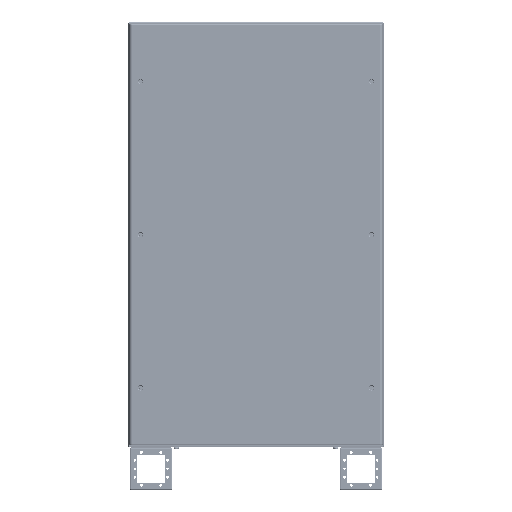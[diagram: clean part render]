
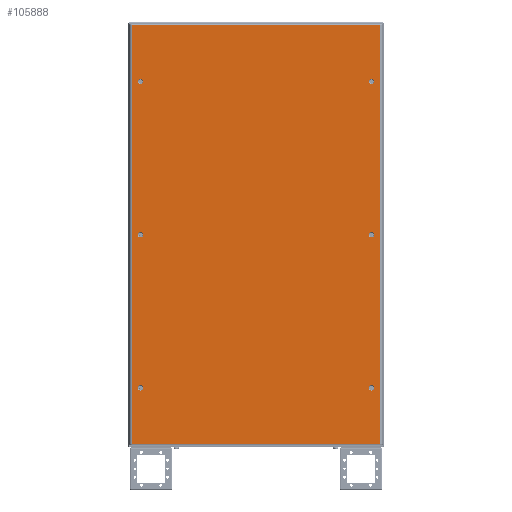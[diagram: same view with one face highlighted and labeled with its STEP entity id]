
A CAD part, left-side view. The second image highlights one B-rep face of the part: STEP entity #105888.
In plain terms, the highlighted face is planar.
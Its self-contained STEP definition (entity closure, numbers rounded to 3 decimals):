
#105188=CARTESIAN_POINT('Vertex',(1.5,-278.,-360.)) ;
#105191=CARTESIAN_POINT('Axis2P3D Location',(1.5,-271.5,-360.)) ;
#105195=CARTESIAN_POINT('Vertex',(1.5,-265.,-360.)) ;
#105215=CARTESIAN_POINT('Axis2P3D Location',(1.5,-271.5,-360.)) ;
#105236=CARTESIAN_POINT('Vertex',(1.5,265.,-360.)) ;
#105239=CARTESIAN_POINT('Axis2P3D Location',(1.5,271.5,-360.)) ;
#105243=CARTESIAN_POINT('Vertex',(1.5,278.,-360.)) ;
#105263=CARTESIAN_POINT('Axis2P3D Location',(1.5,271.5,-360.)) ;
#105284=CARTESIAN_POINT('Vertex',(1.5,265.,0.)) ;
#105287=CARTESIAN_POINT('Axis2P3D Location',(1.5,271.5,0.)) ;
#105291=CARTESIAN_POINT('Vertex',(1.5,278.,0.)) ;
#105311=CARTESIAN_POINT('Axis2P3D Location',(1.5,271.5,0.)) ;
#105332=CARTESIAN_POINT('Vertex',(1.5,-278.,0.)) ;
#105335=CARTESIAN_POINT('Axis2P3D Location',(1.5,-271.5,0.)) ;
#105339=CARTESIAN_POINT('Vertex',(1.5,-265.,0.)) ;
#105359=CARTESIAN_POINT('Axis2P3D Location',(1.5,-271.5,0.)) ;
#105380=CARTESIAN_POINT('Vertex',(1.5,-278.,360.)) ;
#105383=CARTESIAN_POINT('Axis2P3D Location',(1.5,-271.5,360.)) ;
#105387=CARTESIAN_POINT('Vertex',(1.5,-265.,360.)) ;
#105407=CARTESIAN_POINT('Axis2P3D Location',(1.5,-271.5,360.)) ;
#105428=CARTESIAN_POINT('Vertex',(1.5,265.,360.)) ;
#105431=CARTESIAN_POINT('Axis2P3D Location',(1.5,271.5,360.)) ;
#105435=CARTESIAN_POINT('Vertex',(1.5,278.,360.)) ;
#105455=CARTESIAN_POINT('Axis2P3D Location',(1.5,271.5,360.)) ;
#105539=CARTESIAN_POINT('Vertex',(1.5,-290.5,492.5)) ;
#105559=CARTESIAN_POINT('Line Origine',(1.5,0.,492.5)) ;
#105563=CARTESIAN_POINT('Vertex',(1.5,290.5,492.5)) ;
#105757=CARTESIAN_POINT('Line Origine',(1.5,-290.5,-0.61)) ;
#105761=CARTESIAN_POINT('Vertex',(1.5,-290.5,-492.5)) ;
#105829=CARTESIAN_POINT('Line Origine',(1.5,290.5,-0.61)) ;
#105833=CARTESIAN_POINT('Vertex',(1.5,290.5,-492.5)) ;
#105848=CARTESIAN_POINT('Axis2P3D Location',(1.5,290.5,495.)) ;
#105853=CARTESIAN_POINT('Line Origine',(1.5,0.,-492.5)) ;
#105192=DIRECTION('Axis2P3D Direction',(1.,0.,0.)) ;
#105216=DIRECTION('Axis2P3D Direction',(1.,-0.,0.)) ;
#105240=DIRECTION('Axis2P3D Direction',(1.,0.,0.)) ;
#105264=DIRECTION('Axis2P3D Direction',(1.,0.,0.)) ;
#105288=DIRECTION('Axis2P3D Direction',(1.,0.,0.)) ;
#105312=DIRECTION('Axis2P3D Direction',(1.,0.,0.)) ;
#105336=DIRECTION('Axis2P3D Direction',(1.,0.,0.)) ;
#105360=DIRECTION('Axis2P3D Direction',(1.,0.,0.)) ;
#105384=DIRECTION('Axis2P3D Direction',(1.,0.,0.)) ;
#105408=DIRECTION('Axis2P3D Direction',(1.,-0.,0.)) ;
#105432=DIRECTION('Axis2P3D Direction',(1.,0.,0.)) ;
#105456=DIRECTION('Axis2P3D Direction',(1.,0.,0.)) ;
#105560=DIRECTION('Vector Direction',(0.,-1.,0.)) ;
#105758=DIRECTION('Vector Direction',(0.,0.,1.)) ;
#105830=DIRECTION('Vector Direction',(0.,0.,1.)) ;
#105849=DIRECTION('Axis2P3D Direction',(1.,0.,0.)) ;
#105850=DIRECTION('Axis2P3D XDirection',(0.,-1.,0.)) ;
#105854=DIRECTION('Vector Direction',(0.,-1.,0.)) ;
#105193=AXIS2_PLACEMENT_3D('Circle Axis2P3D',#105191,#105192,$) ;
#105217=AXIS2_PLACEMENT_3D('Circle Axis2P3D',#105215,#105216,$) ;
#105241=AXIS2_PLACEMENT_3D('Circle Axis2P3D',#105239,#105240,$) ;
#105265=AXIS2_PLACEMENT_3D('Circle Axis2P3D',#105263,#105264,$) ;
#105289=AXIS2_PLACEMENT_3D('Circle Axis2P3D',#105287,#105288,$) ;
#105313=AXIS2_PLACEMENT_3D('Circle Axis2P3D',#105311,#105312,$) ;
#105337=AXIS2_PLACEMENT_3D('Circle Axis2P3D',#105335,#105336,$) ;
#105361=AXIS2_PLACEMENT_3D('Circle Axis2P3D',#105359,#105360,$) ;
#105385=AXIS2_PLACEMENT_3D('Circle Axis2P3D',#105383,#105384,$) ;
#105409=AXIS2_PLACEMENT_3D('Circle Axis2P3D',#105407,#105408,$) ;
#105433=AXIS2_PLACEMENT_3D('Circle Axis2P3D',#105431,#105432,$) ;
#105457=AXIS2_PLACEMENT_3D('Circle Axis2P3D',#105455,#105456,$) ;
#105851=AXIS2_PLACEMENT_3D('Plane Axis2P3D',#105848,#105849,#105850) ;
#105859=ORIENTED_EDGE('',*,*,#105835,.F.) ;
#105860=ORIENTED_EDGE('',*,*,#105565,.F.) ;
#105861=ORIENTED_EDGE('',*,*,#105763,.T.) ;
#105862=ORIENTED_EDGE('',*,*,#105857,.F.) ;
#105865=ORIENTED_EDGE('',*,*,#105459,.F.) ;
#105866=ORIENTED_EDGE('',*,*,#105437,.F.) ;
#105869=ORIENTED_EDGE('',*,*,#105411,.F.) ;
#105870=ORIENTED_EDGE('',*,*,#105389,.F.) ;
#105873=ORIENTED_EDGE('',*,*,#105363,.F.) ;
#105874=ORIENTED_EDGE('',*,*,#105341,.F.) ;
#105877=ORIENTED_EDGE('',*,*,#105315,.F.) ;
#105878=ORIENTED_EDGE('',*,*,#105293,.F.) ;
#105881=ORIENTED_EDGE('',*,*,#105267,.F.) ;
#105882=ORIENTED_EDGE('',*,*,#105245,.F.) ;
#105885=ORIENTED_EDGE('',*,*,#105219,.F.) ;
#105886=ORIENTED_EDGE('',*,*,#105197,.F.) ;
#105867=FACE_BOUND('',#105864,.T.) ;
#105871=FACE_BOUND('',#105868,.T.) ;
#105875=FACE_BOUND('',#105872,.T.) ;
#105879=FACE_BOUND('',#105876,.T.) ;
#105883=FACE_BOUND('',#105880,.T.) ;
#105887=FACE_BOUND('',#105884,.T.) ;
#105561=VECTOR('Line Direction',#105560,1.) ;
#105759=VECTOR('Line Direction',#105758,1.) ;
#105831=VECTOR('Line Direction',#105830,1.) ;
#105855=VECTOR('Line Direction',#105854,1.) ;
#105888=ADVANCED_FACE('Estetico',(#105863,#105867,#105871,#105875,#105879,#105883,#105887),#105852,.T.) ;
#105194=CIRCLE('generated circle',#105193,6.5) ;
#105218=CIRCLE('generated circle',#105217,6.5) ;
#105242=CIRCLE('generated circle',#105241,6.5) ;
#105266=CIRCLE('generated circle',#105265,6.5) ;
#105290=CIRCLE('generated circle',#105289,6.5) ;
#105314=CIRCLE('generated circle',#105313,6.5) ;
#105338=CIRCLE('generated circle',#105337,6.5) ;
#105362=CIRCLE('generated circle',#105361,6.5) ;
#105386=CIRCLE('generated circle',#105385,6.5) ;
#105410=CIRCLE('generated circle',#105409,6.5) ;
#105434=CIRCLE('generated circle',#105433,6.5) ;
#105458=CIRCLE('generated circle',#105457,6.5) ;
#105197=EDGE_CURVE('',#105189,#105196,#105194,.T.) ;
#105219=EDGE_CURVE('',#105196,#105189,#105218,.T.) ;
#105245=EDGE_CURVE('',#105237,#105244,#105242,.T.) ;
#105267=EDGE_CURVE('',#105244,#105237,#105266,.T.) ;
#105293=EDGE_CURVE('',#105285,#105292,#105290,.T.) ;
#105315=EDGE_CURVE('',#105292,#105285,#105314,.T.) ;
#105341=EDGE_CURVE('',#105333,#105340,#105338,.T.) ;
#105363=EDGE_CURVE('',#105340,#105333,#105362,.T.) ;
#105389=EDGE_CURVE('',#105381,#105388,#105386,.T.) ;
#105411=EDGE_CURVE('',#105388,#105381,#105410,.T.) ;
#105437=EDGE_CURVE('',#105429,#105436,#105434,.T.) ;
#105459=EDGE_CURVE('',#105436,#105429,#105458,.T.) ;
#105565=EDGE_CURVE('',#105540,#105564,#105562,.F.) ;
#105763=EDGE_CURVE('',#105540,#105762,#105760,.F.) ;
#105835=EDGE_CURVE('',#105564,#105834,#105832,.F.) ;
#105857=EDGE_CURVE('',#105834,#105762,#105856,.T.) ;
#105858=EDGE_LOOP('',(#105859,#105860,#105861,#105862)) ;
#105864=EDGE_LOOP('',(#105865,#105866)) ;
#105868=EDGE_LOOP('',(#105869,#105870)) ;
#105872=EDGE_LOOP('',(#105873,#105874)) ;
#105876=EDGE_LOOP('',(#105877,#105878)) ;
#105880=EDGE_LOOP('',(#105881,#105882)) ;
#105884=EDGE_LOOP('',(#105885,#105886)) ;
#105863=FACE_OUTER_BOUND('',#105858,.T.) ;
#105562=LINE('Line',#105559,#105561) ;
#105760=LINE('Line',#105757,#105759) ;
#105832=LINE('Line',#105829,#105831) ;
#105856=LINE('Line',#105853,#105855) ;
#105852=PLANE('',#105851) ;
#105189=VERTEX_POINT('',#105188) ;
#105196=VERTEX_POINT('',#105195) ;
#105237=VERTEX_POINT('',#105236) ;
#105244=VERTEX_POINT('',#105243) ;
#105285=VERTEX_POINT('',#105284) ;
#105292=VERTEX_POINT('',#105291) ;
#105333=VERTEX_POINT('',#105332) ;
#105340=VERTEX_POINT('',#105339) ;
#105381=VERTEX_POINT('',#105380) ;
#105388=VERTEX_POINT('',#105387) ;
#105429=VERTEX_POINT('',#105428) ;
#105436=VERTEX_POINT('',#105435) ;
#105540=VERTEX_POINT('',#105539) ;
#105564=VERTEX_POINT('',#105563) ;
#105762=VERTEX_POINT('',#105761) ;
#105834=VERTEX_POINT('',#105833) ;
